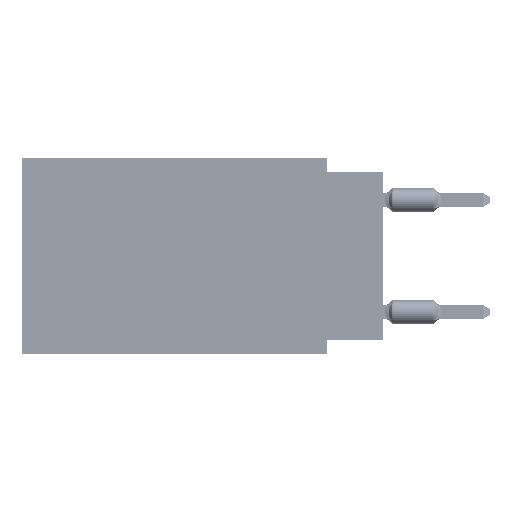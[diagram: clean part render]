
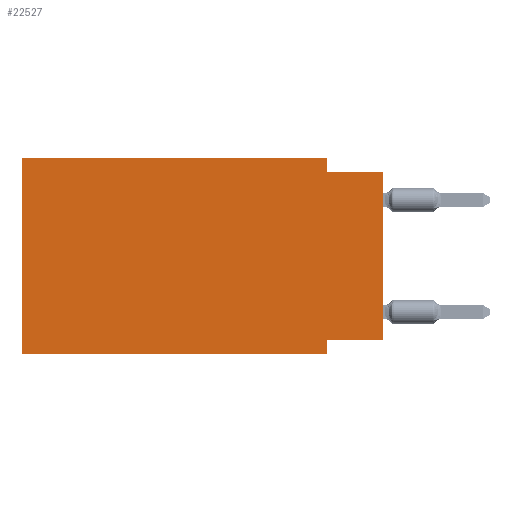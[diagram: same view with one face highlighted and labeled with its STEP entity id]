
A CAD part, left-side view. The second image highlights one B-rep face of the part: STEP entity #22527.
In plain terms, the highlighted planar face has unit normal (-1, 0, 0).
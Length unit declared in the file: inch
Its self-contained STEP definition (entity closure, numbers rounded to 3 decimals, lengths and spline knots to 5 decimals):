
#2179 = EDGE_CURVE ( 'NONE', #31628, #65794, #33163, .T. ) ;
#5768 = EDGE_CURVE ( 'NONE', #70446, #31628, #18890, .T. ) ;
#6453 = AXIS2_PLACEMENT_3D ( 'NONE', #32241, #90293, #49964 ) ;
#9165 = CARTESIAN_POINT ( 'NONE',  ( 0., 0., -0.025 ) ) ;
#11367 = ORIENTED_EDGE ( 'NONE', *, *, #17124, .F. ) ;
#11474 = ORIENTED_EDGE ( 'NONE', *, *, #58266, .F. ) ;
#15370 = CARTESIAN_POINT ( 'NONE',  ( 0., 0.1, -0.35 ) ) ;
#16626 = PLANE ( 'NONE',  #6453 ) ;
#17124 = EDGE_CURVE ( 'NONE', #22228, #76928, #79412, .T. ) ;
#18890 = LINE ( 'NONE', #50629, #101009 ) ;
#20818 = DIRECTION ( 'NONE',  ( 0., 1., 0. ) ) ;
#21229 = ORIENTED_EDGE ( 'NONE', *, *, #5768, .F. ) ;
#21460 = ORIENTED_EDGE ( 'NONE', *, *, #104734, .T. ) ;
#21678 = LINE ( 'NONE', #67560, #45447 ) ;
#22228 = VERTEX_POINT ( 'NONE', #42569 ) ;
#22527 = ADVANCED_FACE ( 'NONE', ( #98883 ), #16626, .F. ) ;
#23950 = LINE ( 'NONE', #15370, #53105 ) ;
#25283 = ORIENTED_EDGE ( 'NONE', *, *, #2179, .F. ) ;
#26365 = LINE ( 'NONE', #100042, #36239 ) ;
#26838 = CARTESIAN_POINT ( 'NONE',  ( 0., 0.645, -0.35 ) ) ;
#29386 = ORIENTED_EDGE ( 'NONE', *, *, #38373, .T. ) ;
#31086 = ORIENTED_EDGE ( 'NONE', *, *, #35547, .F. ) ;
#31595 = DIRECTION ( 'NONE',  ( 0., 0., 1. ) ) ;
#31628 = VERTEX_POINT ( 'NONE', #97474 ) ;
#32046 = VECTOR ( 'NONE', #31595, 39.37008 ) ;
#32241 = CARTESIAN_POINT ( 'NONE',  ( 0., 0.645, 0. ) ) ;
#33163 = LINE ( 'NONE', #65932, #106017 ) ;
#33615 = DIRECTION ( 'NONE',  ( 0., 0., -1. ) ) ;
#34683 = VERTEX_POINT ( 'NONE', #92541 ) ;
#35547 = EDGE_CURVE ( 'NONE', #52900, #70446, #21678, .T. ) ;
#36239 = VECTOR ( 'NONE', #44092, 39.37008 ) ;
#38373 = EDGE_CURVE ( 'NONE', #51751, #34683, #67702, .T. ) ;
#39114 = DIRECTION ( 'NONE',  ( 0., -1., 0. ) ) ;
#39468 = CARTESIAN_POINT ( 'NONE',  ( 0., 0.1, 0. ) ) ;
#41763 = CARTESIAN_POINT ( 'NONE',  ( 0., 0.645, -0.35 ) ) ;
#42569 = CARTESIAN_POINT ( 'NONE',  ( 0., 0., -0.325 ) ) ;
#44092 = DIRECTION ( 'NONE',  ( 0., 0., 1. ) ) ;
#45447 = VECTOR ( 'NONE', #87277, 39.37008 ) ;
#49964 = DIRECTION ( 'NONE',  ( 0., 0., -1. ) ) ;
#50629 = CARTESIAN_POINT ( 'NONE',  ( 0., 0.1, 0. ) ) ;
#51476 = ORIENTED_EDGE ( 'NONE', *, *, #69408, .F. ) ;
#51751 = VERTEX_POINT ( 'NONE', #41763 ) ;
#52900 = VERTEX_POINT ( 'NONE', #58890 ) ;
#53105 = VECTOR ( 'NONE', #33615, 39.37008 ) ;
#57700 = VECTOR ( 'NONE', #20818, 39.37008 ) ;
#58266 = EDGE_CURVE ( 'NONE', #76928, #34683, #23950, .T. ) ;
#58890 = CARTESIAN_POINT ( 'NONE',  ( 0., 0.645, 0. ) ) ;
#62860 = VECTOR ( 'NONE', #74716, 39.37008 ) ;
#63334 = CARTESIAN_POINT ( 'NONE',  ( 0., 0., 0. ) ) ;
#65596 = EDGE_LOOP ( 'NONE', ( #21460, #25283, #21229, #31086, #51476, #29386, #11474, #11367 ) ) ;
#65794 = VERTEX_POINT ( 'NONE', #9165 ) ;
#65932 = CARTESIAN_POINT ( 'NONE',  ( 0., 0., -0.025 ) ) ;
#66283 = CARTESIAN_POINT ( 'NONE',  ( 0., 0.1, -0.325 ) ) ;
#67560 = CARTESIAN_POINT ( 'NONE',  ( 0., 0.645, 0. ) ) ;
#67702 = LINE ( 'NONE', #26838, #62860 ) ;
#69408 = EDGE_CURVE ( 'NONE', #51751, #52900, #26365, .T. ) ;
#70446 = VERTEX_POINT ( 'NONE', #39468 ) ;
#74716 = DIRECTION ( 'NONE',  ( 0., -1., 0. ) ) ;
#76928 = VERTEX_POINT ( 'NONE', #66283 ) ;
#79412 = LINE ( 'NONE', #103603, #57700 ) ;
#87277 = DIRECTION ( 'NONE',  ( 0., -1., 0. ) ) ;
#90293 = DIRECTION ( 'NONE',  ( 1., 0., 0. ) ) ;
#92541 = CARTESIAN_POINT ( 'NONE',  ( 0., 0.1, -0.35 ) ) ;
#93583 = DIRECTION ( 'NONE',  ( 0., 0., -1. ) ) ;
#97474 = CARTESIAN_POINT ( 'NONE',  ( 0., 0.1, -0.025 ) ) ;
#98883 = FACE_OUTER_BOUND ( 'NONE', #65596, .T. ) ;
#100042 = CARTESIAN_POINT ( 'NONE',  ( 0., 0.645, 0. ) ) ;
#101009 = VECTOR ( 'NONE', #93583, 39.37008 ) ;
#103603 = CARTESIAN_POINT ( 'NONE',  ( 0., 0., -0.325 ) ) ;
#104734 = EDGE_CURVE ( 'NONE', #22228, #65794, #104748, .T. ) ;
#104748 = LINE ( 'NONE', #63334, #32046 ) ;
#106017 = VECTOR ( 'NONE', #39114, 39.37008 ) ;
